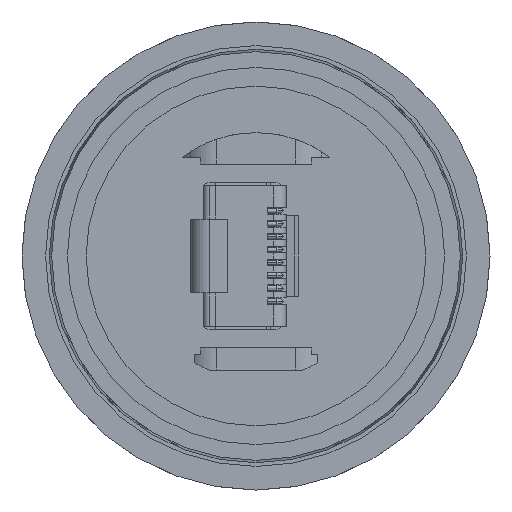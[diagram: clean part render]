
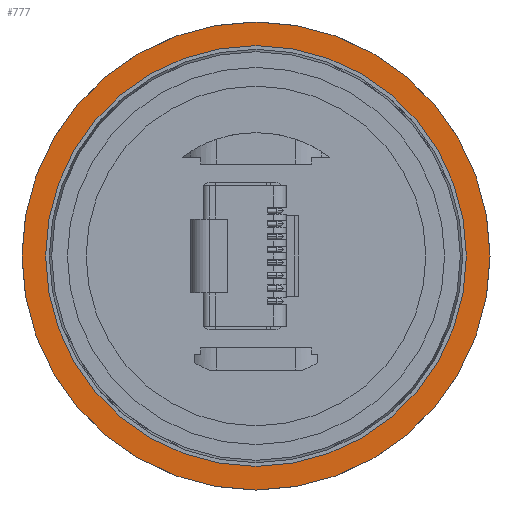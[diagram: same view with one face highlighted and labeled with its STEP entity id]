
A CAD part, front view. The second image highlights one B-rep face of the part: STEP entity #777.
In plain terms, the highlighted planar face has unit normal (0, -1, 0).
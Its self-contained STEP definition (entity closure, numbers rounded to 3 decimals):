
#777=ADVANCED_FACE('',(#3972,#3973),#3974,.F.);
#3972=FACE_OUTER_BOUND('',#12217,.T.);
#3973=FACE_BOUND('',#12218,.T.);
#3974=PLANE('',#12219);
#12217=EDGE_LOOP('',(#24042,#24043));
#12218=EDGE_LOOP('',(#24044,#24045));
#12219=AXIS2_PLACEMENT_3D('',#24046,#24047,#24048);
#24042=ORIENTED_EDGE('',*,*,#40403,.F.);
#24043=ORIENTED_EDGE('',*,*,#40356,.F.);
#24044=ORIENTED_EDGE('',*,*,#40404,.F.);
#24045=ORIENTED_EDGE('',*,*,#40405,.F.);
#24046=CARTESIAN_POINT('',(0.0,0.157,0.0));
#24047=DIRECTION('',(-0.0,1.0,0.0));
#24048=DIRECTION('',(1.0,0.0,0.0));
#40356=EDGE_CURVE('',#49376,#49378,#49379,.T.);
#40403=EDGE_CURVE('',#49378,#49376,#49449,.T.);
#40404=EDGE_CURVE('',#49450,#49451,#49452,.T.);
#40405=EDGE_CURVE('',#49451,#49450,#49453,.T.);
#49376=VERTEX_POINT('',#66509);
#49378=VERTEX_POINT('',#66512);
#49379=CIRCLE('',#66513,18.985);
#49449=CIRCLE('',#66670,18.985);
#49450=VERTEX_POINT('',#66671);
#49451=VERTEX_POINT('',#66672);
#49452=CIRCLE('',#66673,17.07);
#49453=CIRCLE('',#66674,17.07);
#66509=CARTESIAN_POINT('',(18.985,0.157,0.0));
#66512=CARTESIAN_POINT('',(-18.985,0.157,0.0));
#66513=AXIS2_PLACEMENT_3D('',#80007,#80008,#80009);
#66670=AXIS2_PLACEMENT_3D('',#80072,#80073,#80074);
#66671=CARTESIAN_POINT('',(0.0,0.157,17.07));
#66672=CARTESIAN_POINT('',(0.0,0.157,-17.07));
#66673=AXIS2_PLACEMENT_3D('',#80075,#80076,#80077);
#66674=AXIS2_PLACEMENT_3D('',#80078,#80079,#80080);
#80007=CARTESIAN_POINT('',(0.0,0.157,0.0));
#80008=DIRECTION('',(-0.0,1.0,0.0));
#80009=DIRECTION('',(1.0,0.0,0.0));
#80072=CARTESIAN_POINT('',(0.0,0.157,0.0));
#80073=DIRECTION('',(0.0,1.0,0.0));
#80074=DIRECTION('',(-1.0,0.0,0.0));
#80075=CARTESIAN_POINT('',(0.0,0.157,0.0));
#80076=DIRECTION('',(0.0,-1.0,0.0));
#80077=DIRECTION('',(0.0,0.0,1.0));
#80078=CARTESIAN_POINT('',(0.0,0.157,0.0));
#80079=DIRECTION('',(0.0,-1.0,0.0));
#80080=DIRECTION('',(0.0,0.0,-1.0));
